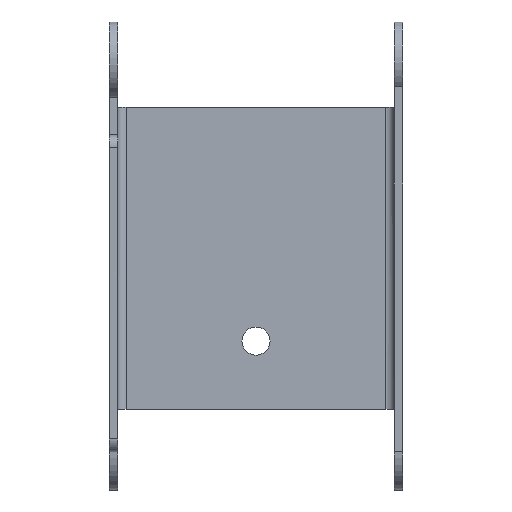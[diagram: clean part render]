
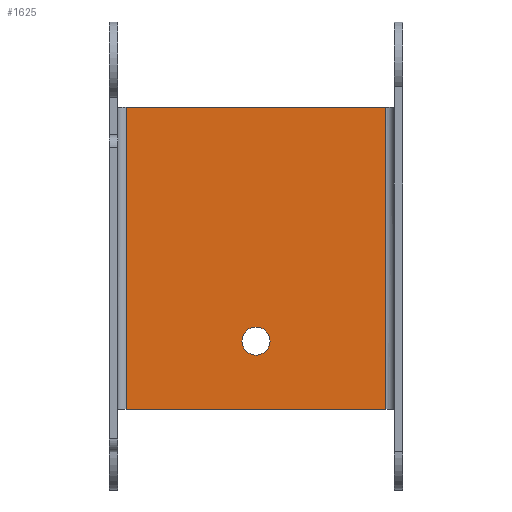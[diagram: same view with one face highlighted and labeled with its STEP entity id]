
A CAD part, left-side view. The second image highlights one B-rep face of the part: STEP entity #1625.
In plain terms, the highlighted planar face has unit normal (-1, 0, 0).
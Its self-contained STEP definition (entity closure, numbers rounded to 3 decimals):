
#692 = VERTEX_POINT('',#693);
#693 = CARTESIAN_POINT('',(9.6,-4.,-82.));
#700 = EDGE_CURVE('',#701,#692,#703,.T.);
#701 = VERTEX_POINT('',#702);
#702 = CARTESIAN_POINT('',(9.6,-4.,-11.));
#703 = LINE('',#704,#705);
#704 = CARTESIAN_POINT('',(9.6,-4.,-82.));
#705 = VECTOR('',#706,1.);
#706 = DIRECTION('',(0.,0.,-1.));
#1625 = ADVANCED_FACE('',(#1626,#1651),#1662,.F.);
#1626 = FACE_BOUND('',#1627,.F.);
#1627 = EDGE_LOOP('',(#1628,#1638,#1644,#1645));
#1628 = ORIENTED_EDGE('',*,*,#1629,.T.);
#1629 = EDGE_CURVE('',#1630,#1632,#1634,.T.);
#1630 = VERTEX_POINT('',#1631);
#1631 = CARTESIAN_POINT('',(9.6,-65.,-11.));
#1632 = VERTEX_POINT('',#1633);
#1633 = CARTESIAN_POINT('',(9.6,-65.,-82.));
#1634 = LINE('',#1635,#1636);
#1635 = CARTESIAN_POINT('',(9.6,-65.,-82.));
#1636 = VECTOR('',#1637,1.);
#1637 = DIRECTION('',(-0.,-0.,-1.));
#1638 = ORIENTED_EDGE('',*,*,#1639,.T.);
#1639 = EDGE_CURVE('',#1632,#692,#1640,.T.);
#1640 = LINE('',#1641,#1642);
#1641 = CARTESIAN_POINT('',(9.6,-67.,-82.));
#1642 = VECTOR('',#1643,1.);
#1643 = DIRECTION('',(0.,1.,0.));
#1644 = ORIENTED_EDGE('',*,*,#700,.F.);
#1645 = ORIENTED_EDGE('',*,*,#1646,.T.);
#1646 = EDGE_CURVE('',#701,#1630,#1647,.T.);
#1647 = LINE('',#1648,#1649);
#1648 = CARTESIAN_POINT('',(9.6,-67.,-11.));
#1649 = VECTOR('',#1650,1.);
#1650 = DIRECTION('',(0.,-1.,0.));
#1651 = FACE_BOUND('',#1652,.F.);
#1652 = EDGE_LOOP('',(#1653));
#1653 = ORIENTED_EDGE('',*,*,#1654,.T.);
#1654 = EDGE_CURVE('',#1655,#1655,#1657,.T.);
#1655 = VERTEX_POINT('',#1656);
#1656 = CARTESIAN_POINT('',(9.6,-34.5,-62.7));
#1657 = CIRCLE('',#1658,3.3);
#1658 = AXIS2_PLACEMENT_3D('',#1659,#1660,#1661);
#1659 = CARTESIAN_POINT('',(9.6,-34.5,-66.));
#1660 = DIRECTION('',(-1.,0.,0.));
#1661 = DIRECTION('',(0.,0.,1.));
#1662 = PLANE('',#1663);
#1663 = AXIS2_PLACEMENT_3D('',#1664,#1665,#1666);
#1664 = CARTESIAN_POINT('',(9.6,4.12,-47.916));
#1665 = DIRECTION('',(1.,0.,0.));
#1666 = DIRECTION('',(0.,0.,1.));
